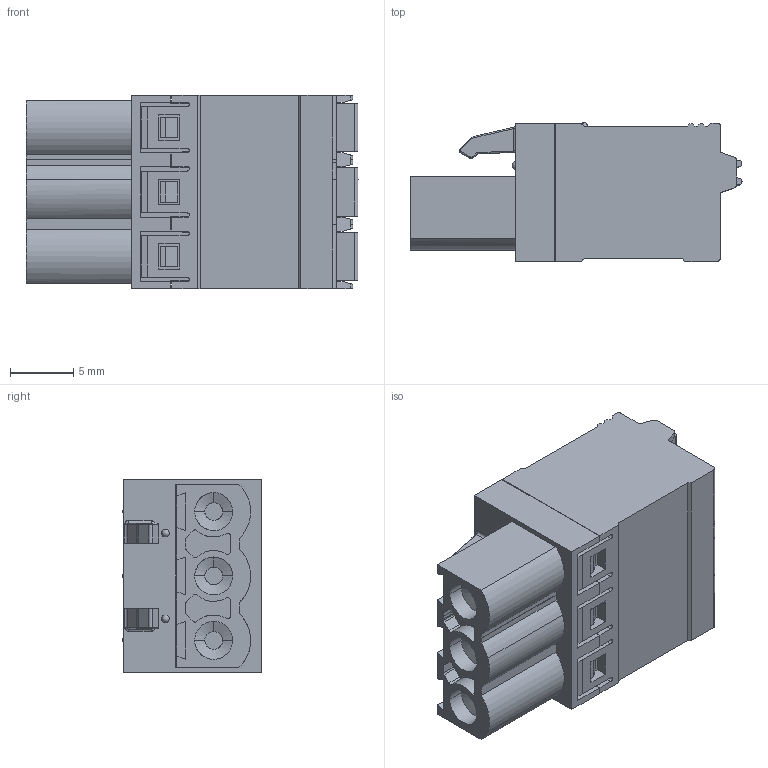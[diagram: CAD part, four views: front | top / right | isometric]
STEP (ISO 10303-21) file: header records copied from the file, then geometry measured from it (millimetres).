
FILE_DESCRIPTION( ('This file contains a STEP AP42 implementation' ,'as created by ZW3D STEP Interface translator.') ,'2;1' );
FILE_NAME( 'WJ2EDGKN-5.08-03P-00A.stp' ,'2311 1. 93257', (''), ('ZWCAD Software Co.'), 'Version 1.0', 'ZW3D to STEP translator', '' );
FILE_SCHEMA(('AUTOMOTIVE_DESIGN { 1 0 10303 214 1 1 1 1 }'));
Length unit declared in the file: millimetre
Products named in the file (2): 0; WJ2EDGKN-5.08-12P-00A
Bounding box: 26.2 x 10.95 x 15.24 mm (x, y, z)
Surface area: 2818.6 mm2 (no closed solid volume)
Topology: 0 solids, 1 shells, 613 faces, 1693 edges, 1087 vertices
Faces by surface type: plane 413, bspline 168, cylinder 18, cone 9, sphere 5
Entity records: 22689 total; most frequent: CARTESIAN_POINT 7119, ORIENTED_EDGE 3366, DIRECTION 2693, EDGE_CURVE 1684, VECTOR 1323, LINE 1323, VERTEX_POINT 1088, AXIS2_PLACEMENT_3D 685
